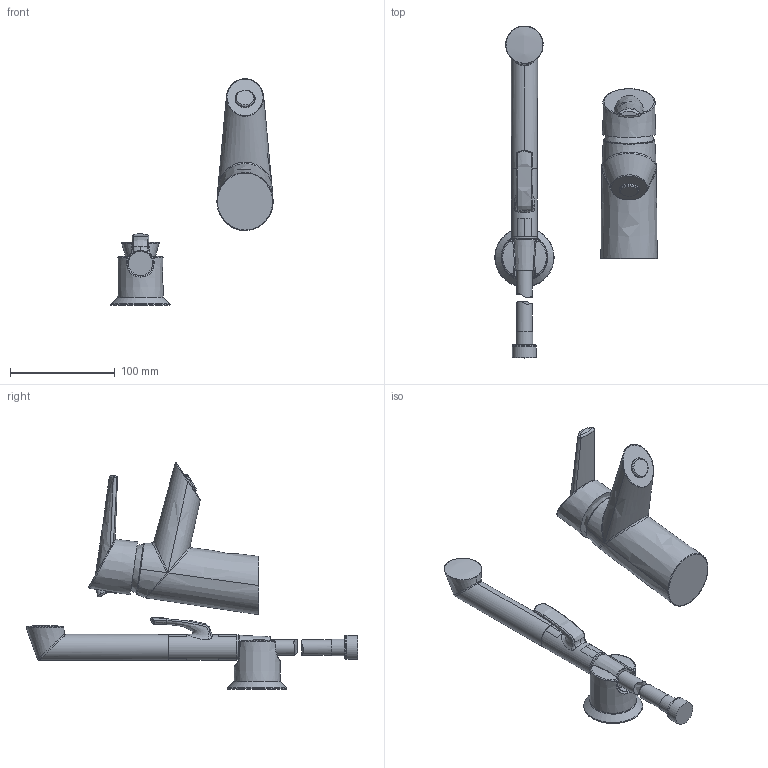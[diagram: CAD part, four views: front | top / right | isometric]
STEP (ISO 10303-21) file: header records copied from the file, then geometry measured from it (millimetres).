
FILE_DESCRIPTION (( 'STEP AP203' ), '1' );
FILE_NAME ('2702FG+2712FG+65072203+65072203.STEP', '2017-03-09T05:47:41', ( '' ), ( '' ), 'SwSTEP 2.0', 'SolidWorks 2016', '' );
FILE_SCHEMA (( 'CONFIG_CONTROL_DESIGN' ));
Length unit declared in the file: millimetre
Products named in the file (1): 2702FG+2712FG+65072203+65072203
Bounding box: 155.25 x 317.35 x 216.44 mm (x, y, z)
Volume: 623372.1 mm3; surface area: 82342.4 mm2
Topology: 4 solids, 4 shells, 166 faces, 427 edges, 279 vertices
Faces by surface type: bspline 99, plane 26, cylinder 16, torus 12, cone 8, sphere 5
Full cylindrical faces by diameter (mm): 15 x2, 16.1 x1, 18.631 x1, 19 x1, 22.6 x1, 22.95 x1, 24.4 x1, 24.8 x1
Entity records: 31865 total; most frequent: CARTESIAN_POINT 28759, ORIENTED_EDGE 770, EDGE_CURVE 385, DIRECTION 359, VERTEX_POINT 265, B_SPLINE_CURVE_WITH_KNOTS 250, EDGE_LOOP 202, FACE_OUTER_BOUND 184
